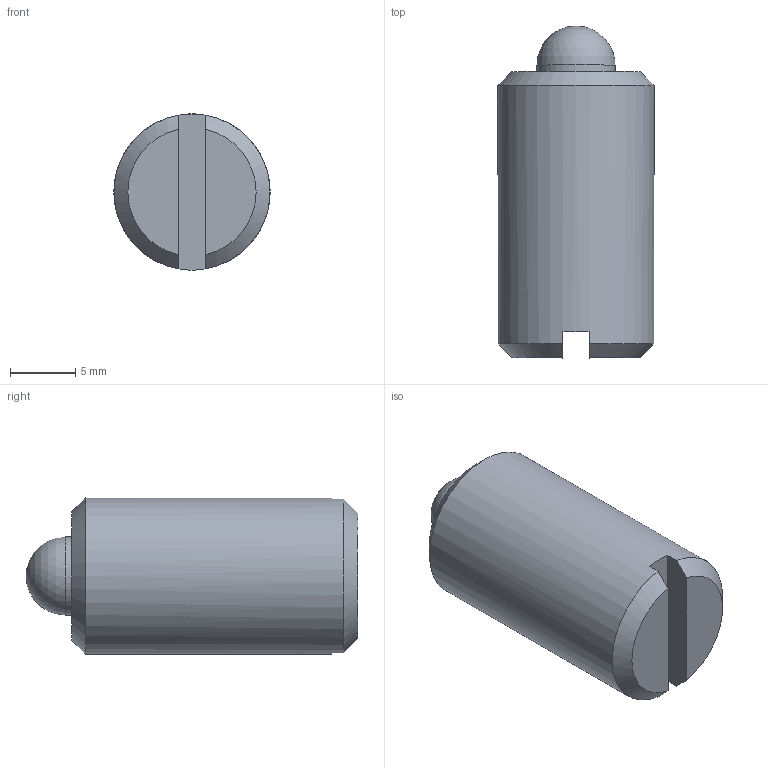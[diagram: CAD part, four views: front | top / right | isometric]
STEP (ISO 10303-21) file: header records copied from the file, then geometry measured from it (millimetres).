
FILE_DESCRIPTION( ( 'STEP AP214' ), '1' );
FILE_NAME( 'K0314.12__0_.stp', '2020-12-02T10:42:00', ( '' ), ( '' ), ' ', 'PARTsolutions', ' ' );
FILE_SCHEMA( ( 'AUTOMOTIVE_DESIGN { 1 0 10303 214 1 1 1 1 }' ) );
Length unit declared in the file: millimetre
Products named in the file (1): _K0314.12_(0)
Bounding box: 12 x 25.5 x 12 mm (x, y, z)
Volume: 2401.6 mm3; surface area: 1186.2 mm2
Topology: 1 solids, 2 shells, 15 faces, 32 edges, 21 vertices
Faces by surface type: plane 8, cylinder 3, cone 3, sphere 1
Full cylindrical faces by diameter (mm): 6 x2, 12 x1
Entity records: 500 total; most frequent: CARTESIAN_POINT 71, DIRECTION 64, ORIENTED_EDGE 48, AXIS2_PLACEMENT_3D 28, EDGE_CURVE 24, EDGE_LOOP 20, VERTEX_POINT 19, FACE_OUTER_BOUND 18
